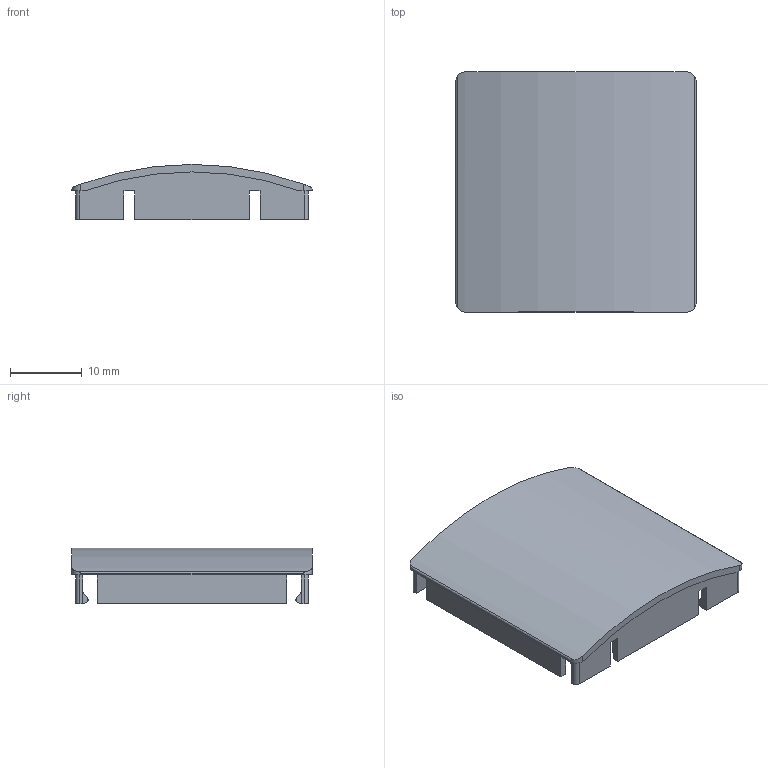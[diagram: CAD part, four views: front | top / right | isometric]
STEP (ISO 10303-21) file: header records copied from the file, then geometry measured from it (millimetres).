
FILE_DESCRIPTION(/* description */ ('STEP AP214'),/* implementation_level */ '2;1');
FILE_NAME(/* name */ '8035560_SACC-PN-G',/* time_stamp */ '2024-09-10T04:56:44+02:00',/* author */ ('License CC BY-ND 4.0'),/* organization */ ('CADENAS'),/* preprocessor_version */ 'ST-DEVELOPER v19.3',/* originating_system */ 'PARTsolutions',/* authorisation */ ' ');
FILE_SCHEMA (('AUTOMOTIVE_DESIGN {1 0 10303 214 3 1 1}'));
Length unit declared in the file: millimetre
Products named in the file (2): 8035560 SACC-PN-G; 8035560 SACC-PN-G-part
Assembly tree (1 placements, depth 2):
  8035560 SACC-PN-G
    8035560 SACC-PN-G-part
Bounding box: 33.5 x 33.5 x 7.7 mm (x, y, z)
Volume: 1855.9 mm3; surface area: 3606.5 mm2
Topology: 1 solids, 1 shells, 88 faces, 258 edges, 172 vertices
Faces by surface type: plane 68, cylinder 20
Entity records: 2959 total; most frequent: CARTESIAN_POINT 544, ORIENTED_EDGE 516, DIRECTION 470, EDGE_CURVE 258, LINE 210, VECTOR 210, VERTEX_POINT 172, AXIS2_PLACEMENT_3D 130
